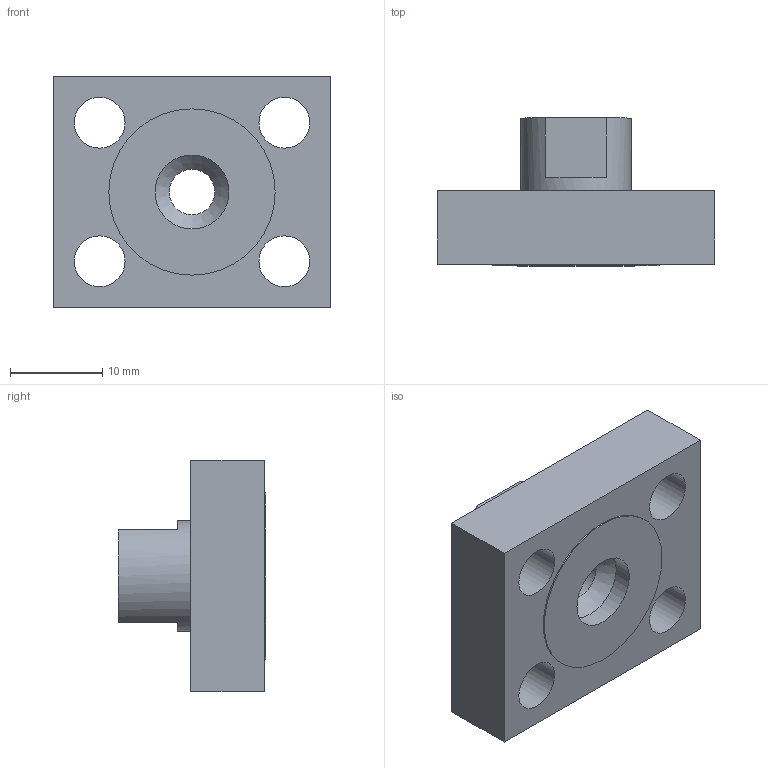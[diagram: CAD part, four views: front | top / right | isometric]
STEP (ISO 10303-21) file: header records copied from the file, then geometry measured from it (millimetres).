
FILE_DESCRIPTION(/* description */ ('STEP AP214'),/* implementation_level */ '2;1');
FILE_NAME(/* name */ '36123_KSZ-M6',/* time_stamp */ '2024-08-22T15:23:17+02:00',/* author */ ('License CC BY-ND 4.0'),/* organization */ ('CADENAS'),/* preprocessor_version */ 'ST-DEVELOPER v19.3',/* originating_system */ 'PARTsolutions',/* authorisation */ ' ');
FILE_SCHEMA (('AUTOMOTIVE_DESIGN {1 0 10303 214 3 1 1}'));
Length unit declared in the file: millimetre
Products named in the file (1): 36123 KSZ-M6
Bounding box: 30 x 16 x 25 mm (x, y, z)
Volume: 5717.1 mm3; surface area: 3255.4 mm2
Topology: 1 solids, 1 shells, 22 faces, 52 edges, 34 vertices
Faces by surface type: plane 12, cylinder 8, cone 2
Full cylindrical faces by diameter (mm): 4.917 x1, 5.5 x4, 8 x1, 12 x1, 18 x1
Entity records: 622 total; most frequent: DIRECTION 106, CARTESIAN_POINT 95, ORIENTED_EDGE 80, EDGE_LOOP 44, FACE_BOUND 44, AXIS2_PLACEMENT_3D 43, EDGE_CURVE 40, VERTEX_POINT 32
